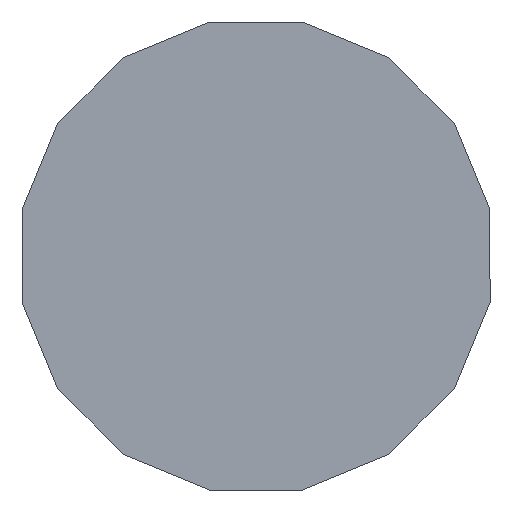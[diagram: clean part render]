
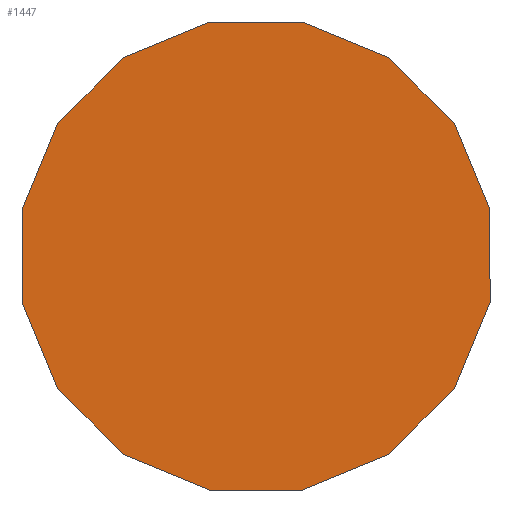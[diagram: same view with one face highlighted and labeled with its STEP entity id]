
A CAD part, front view. The second image highlights one B-rep face of the part: STEP entity #1447.
In plain terms, the highlighted planar face has unit normal (0, -1, 0).
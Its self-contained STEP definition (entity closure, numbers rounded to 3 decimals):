
#99 = LINE ( 'NONE', #2708, #8207 ) ;
#132 = EDGE_LOOP ( 'NONE', ( #3643, #1548, #9432, #7004, #9072, #4467, #6410, #3467, #5032, #4653, #9434, #6078, #1408, #6377, #8831, #9391 ) ) ;
#155 = CARTESIAN_POINT ( 'NONE',  ( -3.333, -500., 4.989 ) ) ;
#179 = CARTESIAN_POINT ( 'NONE',  ( -1.171, -500., -5.885 ) ) ;
#350 = CARTESIAN_POINT ( 'NONE',  ( 1.171, -500., 5.885 ) ) ;
#567 = LINE ( 'NONE', #4184, #3533 ) ;
#695 = DIRECTION ( 'NONE',  ( 0., 0., 1. ) ) ;
#994 = DIRECTION ( 'NONE',  ( 1., 0., 0. ) ) ;
#1039 = CARTESIAN_POINT ( 'NONE',  ( -5.885, -500., 1.171 ) ) ;
#1078 = CARTESIAN_POINT ( 'NONE',  ( 4.989, -500., 3.333 ) ) ;
#1084 = EDGE_CURVE ( 'NONE', #5670, #1945, #567, .T. ) ;
#1127 = VECTOR ( 'NONE', #5443, 1000. ) ;
#1160 = CARTESIAN_POINT ( 'NONE',  ( -5.885, -500., 1.171 ) ) ;
#1241 = VECTOR ( 'NONE', #3631, 1000. ) ;
#1375 = VECTOR ( 'NONE', #994, 1000. ) ;
#1408 = ORIENTED_EDGE ( 'NONE', *, *, #9573, .F. ) ;
#1447 = ADVANCED_FACE ( 'NONE', ( #9181 ), #2031, .F. ) ;
#1521 = VERTEX_POINT ( 'NONE', #5147 ) ;
#1548 = ORIENTED_EDGE ( 'NONE', *, *, #2294, .F. ) ;
#1558 = CARTESIAN_POINT ( 'NONE',  ( 4.989, -500., 3.333 ) ) ;
#1565 = EDGE_CURVE ( 'NONE', #5558, #8716, #7396, .T. ) ;
#1802 = LINE ( 'NONE', #1078, #3105 ) ;
#1863 = EDGE_CURVE ( 'NONE', #1521, #7125, #99, .T. ) ;
#1945 = VERTEX_POINT ( 'NONE', #3466 ) ;
#1962 = DIRECTION ( 'NONE',  ( 0., 1., 0. ) ) ;
#2031 = PLANE ( 'NONE',  #5106 ) ;
#2191 = DIRECTION ( 'NONE',  ( 0.707, 0., -0.707 ) ) ;
#2196 = DIRECTION ( 'NONE',  ( -0.383, 0., -0.924 ) ) ;
#2249 = VERTEX_POINT ( 'NONE', #179 ) ;
#2288 = CARTESIAN_POINT ( 'NONE',  ( 5.885, -500., -1.171 ) ) ;
#2294 = EDGE_CURVE ( 'NONE', #9358, #7195, #8198, .T. ) ;
#2402 = VECTOR ( 'NONE', #2191, 1000. ) ;
#2448 = CARTESIAN_POINT ( 'NONE',  ( -3.333, -500., 4.989 ) ) ;
#2488 = VERTEX_POINT ( 'NONE', #8878 ) ;
#2681 = CARTESIAN_POINT ( 'NONE',  ( 3.333, -500., -4.989 ) ) ;
#2708 = CARTESIAN_POINT ( 'NONE',  ( -4.989, -500., 3.333 ) ) ;
#2710 = LINE ( 'NONE', #1160, #8922 ) ;
#2841 = VECTOR ( 'NONE', #9759, 1000. ) ;
#2886 = CARTESIAN_POINT ( 'NONE',  ( -4.989, -500., -3.333 ) ) ;
#2915 = CARTESIAN_POINT ( 'NONE',  ( 4.989, -500., -3.333 ) ) ;
#3035 = LINE ( 'NONE', #6629, #1241 ) ;
#3105 = VECTOR ( 'NONE', #6403, 1000. ) ;
#3120 = DIRECTION ( 'NONE',  ( 0.924, 0., -0.383 ) ) ;
#3159 = VERTEX_POINT ( 'NONE', #1558 ) ;
#3402 = DIRECTION ( 'NONE',  ( 0.707, 0., 0.707 ) ) ;
#3461 = VERTEX_POINT ( 'NONE', #4072 ) ;
#3466 = CARTESIAN_POINT ( 'NONE',  ( -5.885, -500., -1.171 ) ) ;
#3467 = ORIENTED_EDGE ( 'NONE', *, *, #9449, .F. ) ;
#3533 = VECTOR ( 'NONE', #9448, 1000. ) ;
#3631 = DIRECTION ( 'NONE',  ( -0.924, 0., 0.383 ) ) ;
#3634 = CARTESIAN_POINT ( 'NONE',  ( 3.333, -500., 4.989 ) ) ;
#3639 = LINE ( 'NONE', #8224, #8449 ) ;
#3643 = ORIENTED_EDGE ( 'NONE', *, *, #9668, .F. ) ;
#3804 = CARTESIAN_POINT ( 'NONE',  ( 1.171, -500., 5.885 ) ) ;
#3823 = VERTEX_POINT ( 'NONE', #5618 ) ;
#3836 = CARTESIAN_POINT ( 'NONE',  ( 3.333, -500., -4.989 ) ) ;
#3999 = CARTESIAN_POINT ( 'NONE',  ( 1.171, -500., -5.885 ) ) ;
#4072 = CARTESIAN_POINT ( 'NONE',  ( -3.333, -500., -4.989 ) ) ;
#4111 = VECTOR ( 'NONE', #8009, 1000. ) ;
#4154 = VECTOR ( 'NONE', #7871, 1000. ) ;
#4184 = CARTESIAN_POINT ( 'NONE',  ( -4.989, -500., -3.333 ) ) ;
#4467 = ORIENTED_EDGE ( 'NONE', *, *, #7536, .F. ) ;
#4606 = EDGE_CURVE ( 'NONE', #2488, #5352, #8725, .T. ) ;
#4653 = ORIENTED_EDGE ( 'NONE', *, *, #5424, .F. ) ;
#4749 = LINE ( 'NONE', #3634, #2402 ) ;
#4806 = EDGE_CURVE ( 'NONE', #3823, #3159, #4749, .T. ) ;
#5032 = ORIENTED_EDGE ( 'NONE', *, *, #8880, .F. ) ;
#5076 = CARTESIAN_POINT ( 'NONE',  ( -1.171, -500., 5.885 ) ) ;
#5106 = AXIS2_PLACEMENT_3D ( 'NONE', #7213, #1962, #9426 ) ;
#5147 = CARTESIAN_POINT ( 'NONE',  ( -4.989, -500., 3.333 ) ) ;
#5352 = VERTEX_POINT ( 'NONE', #2288 ) ;
#5424 = EDGE_CURVE ( 'NONE', #7216, #2249, #8853, .T. ) ;
#5443 = DIRECTION ( 'NONE',  ( -0.707, 0., 0.707 ) ) ;
#5558 = VERTEX_POINT ( 'NONE', #9333 ) ;
#5618 = CARTESIAN_POINT ( 'NONE',  ( 3.333, -500., 4.989 ) ) ;
#5670 = VERTEX_POINT ( 'NONE', #2886 ) ;
#5854 = EDGE_CURVE ( 'NONE', #3159, #2488, #1802, .T. ) ;
#5884 = LINE ( 'NONE', #2448, #2841 ) ;
#6078 = ORIENTED_EDGE ( 'NONE', *, *, #1565, .F. ) ;
#6215 = LINE ( 'NONE', #3804, #7029 ) ;
#6328 = EDGE_CURVE ( 'NONE', #7125, #9358, #5884, .T. ) ;
#6357 = CARTESIAN_POINT ( 'NONE',  ( 1.171, -500., -5.885 ) ) ;
#6377 = ORIENTED_EDGE ( 'NONE', *, *, #4606, .F. ) ;
#6403 = DIRECTION ( 'NONE',  ( 0.383, 0., -0.924 ) ) ;
#6410 = ORIENTED_EDGE ( 'NONE', *, *, #1084, .F. ) ;
#6629 = CARTESIAN_POINT ( 'NONE',  ( -1.171, -500., -5.885 ) ) ;
#7004 = ORIENTED_EDGE ( 'NONE', *, *, #1863, .F. ) ;
#7029 = VECTOR ( 'NONE', #3120, 1000. ) ;
#7072 = CARTESIAN_POINT ( 'NONE',  ( -1.171, -500., 5.885 ) ) ;
#7125 = VERTEX_POINT ( 'NONE', #155 ) ;
#7195 = VERTEX_POINT ( 'NONE', #350 ) ;
#7213 = CARTESIAN_POINT ( 'NONE',  ( 0., -500., 0. ) ) ;
#7216 = VERTEX_POINT ( 'NONE', #6357 ) ;
#7291 = EDGE_CURVE ( 'NONE', #8260, #1521, #2710, .T. ) ;
#7320 = EDGE_CURVE ( 'NONE', #8716, #7216, #7501, .T. ) ;
#7396 = LINE ( 'NONE', #2915, #8937 ) ;
#7402 = CARTESIAN_POINT ( 'NONE',  ( 5.885, -500., -1.171 ) ) ;
#7501 = LINE ( 'NONE', #2681, #4111 ) ;
#7536 = EDGE_CURVE ( 'NONE', #1945, #8260, #3639, .T. ) ;
#7871 = DIRECTION ( 'NONE',  ( -1., 0., 0. ) ) ;
#7919 = DIRECTION ( 'NONE',  ( 0.383, 0., 0.924 ) ) ;
#8009 = DIRECTION ( 'NONE',  ( -0.924, 0., -0.383 ) ) ;
#8177 = DIRECTION ( 'NONE',  ( -0.707, 0., -0.707 ) ) ;
#8198 = LINE ( 'NONE', #7072, #1375 ) ;
#8207 = VECTOR ( 'NONE', #3402, 1000. ) ;
#8224 = CARTESIAN_POINT ( 'NONE',  ( -5.885, -500., -1.171 ) ) ;
#8260 = VERTEX_POINT ( 'NONE', #1039 ) ;
#8410 = CARTESIAN_POINT ( 'NONE',  ( -3.333, -500., -4.989 ) ) ;
#8423 = VECTOR ( 'NONE', #2196, 1000. ) ;
#8428 = CARTESIAN_POINT ( 'NONE',  ( 5.885, -500., 1.171 ) ) ;
#8449 = VECTOR ( 'NONE', #695, 1000. ) ;
#8487 = VECTOR ( 'NONE', #8536, 1000. ) ;
#8536 = DIRECTION ( 'NONE',  ( 0., 0., -1. ) ) ;
#8663 = LINE ( 'NONE', #8410, #1127 ) ;
#8716 = VERTEX_POINT ( 'NONE', #3836 ) ;
#8725 = LINE ( 'NONE', #8428, #8487 ) ;
#8831 = ORIENTED_EDGE ( 'NONE', *, *, #5854, .F. ) ;
#8853 = LINE ( 'NONE', #3999, #4154 ) ;
#8878 = CARTESIAN_POINT ( 'NONE',  ( 5.885, -500., 1.171 ) ) ;
#8880 = EDGE_CURVE ( 'NONE', #2249, #3461, #3035, .T. ) ;
#8895 = LINE ( 'NONE', #7402, #8423 ) ;
#8922 = VECTOR ( 'NONE', #7919, 1000. ) ;
#8937 = VECTOR ( 'NONE', #8177, 1000. ) ;
#9072 = ORIENTED_EDGE ( 'NONE', *, *, #7291, .F. ) ;
#9181 = FACE_OUTER_BOUND ( 'NONE', #132, .T. ) ;
#9333 = CARTESIAN_POINT ( 'NONE',  ( 4.989, -500., -3.333 ) ) ;
#9358 = VERTEX_POINT ( 'NONE', #5076 ) ;
#9391 = ORIENTED_EDGE ( 'NONE', *, *, #4806, .F. ) ;
#9426 = DIRECTION ( 'NONE',  ( 0., 0., 1. ) ) ;
#9432 = ORIENTED_EDGE ( 'NONE', *, *, #6328, .F. ) ;
#9434 = ORIENTED_EDGE ( 'NONE', *, *, #7320, .F. ) ;
#9448 = DIRECTION ( 'NONE',  ( -0.383, 0., 0.924 ) ) ;
#9449 = EDGE_CURVE ( 'NONE', #3461, #5670, #8663, .T. ) ;
#9573 = EDGE_CURVE ( 'NONE', #5352, #5558, #8895, .T. ) ;
#9668 = EDGE_CURVE ( 'NONE', #7195, #3823, #6215, .T. ) ;
#9759 = DIRECTION ( 'NONE',  ( 0.924, 0., 0.383 ) ) ;
